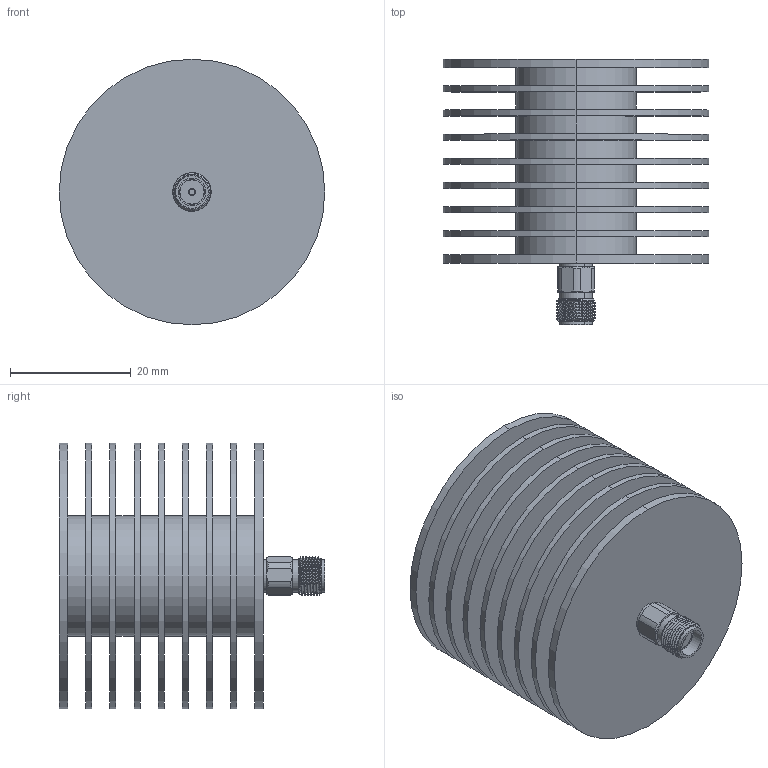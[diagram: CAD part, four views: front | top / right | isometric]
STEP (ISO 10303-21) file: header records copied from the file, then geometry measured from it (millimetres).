
FILE_DESCRIPTION (( 'STEP AP214' ), '1' );
FILE_NAME ('CM-SF-43-2.STEP', '2025-12-09T18:52:25', ( '' ), ( '' ), 'SwSTEP 2.0', 'SolidWorks 2021', '' );
FILE_SCHEMA (( 'AUTOMOTIVE_DESIGN' ));
Length unit declared in the file: inch
Products named in the file (1): CM-SF-43-2
Bounding box: 44 x 44 x 44 mm (x, y, z)
Volume: 22643.9 mm3; surface area: 25833.3 mm2
Topology: 4 solids, 4 shells, 159 faces, 368 edges, 241 vertices
Faces by surface type: cylinder 79, plane 60, cone 18, bspline 2
Entity records: 7897 total; most frequent: CARTESIAN_POINT 2131, DIRECTION 786, ORIENTED_EDGE 736, EDGE_CURVE 368, AXIS2_PLACEMENT_3D 324, VERTEX_POINT 241, EDGE_LOOP 187, CIRCLE 166
